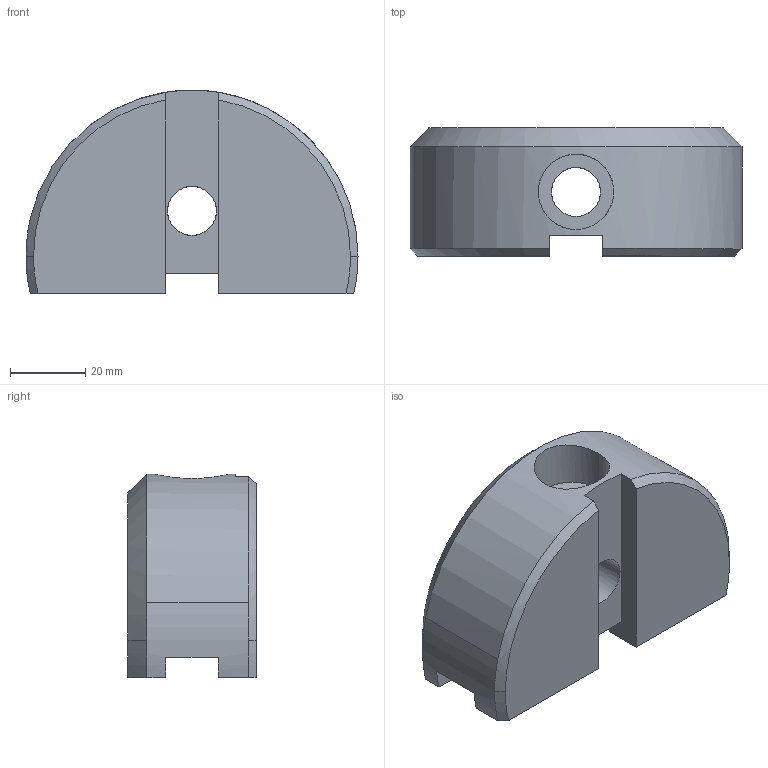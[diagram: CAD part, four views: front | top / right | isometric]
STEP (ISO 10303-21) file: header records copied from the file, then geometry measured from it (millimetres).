
FILE_DESCRIPTION(('STEP AP214'),'1');
FILE_NAME(' ',' ',('TraceParts'),('TraceParts S.A.'),'XStep 1.0',' ',' ');
FILE_SCHEMA(('automotive_design'));
Length unit declared in the file: millimetre
Products named in the file (1): 1
Bounding box: 88 x 34 x 54 mm (x, y, z)
Volume: 106594.8 mm3; surface area: 18892.3 mm2
Topology: 1 solids, 1 shells, 40 faces, 106 edges, 68 vertices
Faces by surface type: plane 19, cylinder 14, cone 7
Entity records: 2591 total; most frequent: CARTESIAN_POINT 361, DIRECTION 217, STYLED_ITEM 215, PRESENTATION_STYLE_ASSIGNMENT 215, COLOUR_RGB 215, ORIENTED_EDGE 212, EDGE_CURVE 106, CURVE_STYLE 106
